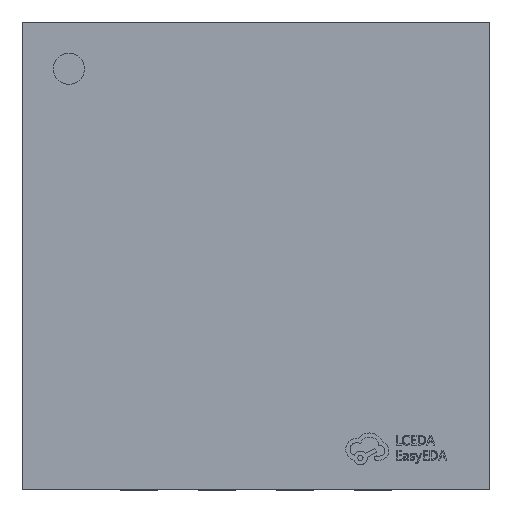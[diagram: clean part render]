
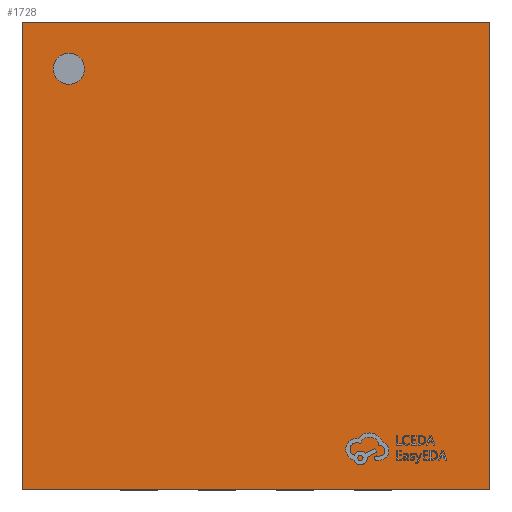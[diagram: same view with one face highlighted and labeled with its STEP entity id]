
A CAD part, top view. The second image highlights one B-rep face of the part: STEP entity #1728.
In plain terms, the highlighted free-form (B-spline) face has degree [1, 1] with [2, 2] control points.
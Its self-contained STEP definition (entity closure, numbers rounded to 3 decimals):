
#24 = VERTEX_POINT('',#25);
#25 = CARTESIAN_POINT('',(-1.1,1.2,0.75));
#30 = EDGE_CURVE('',#31,#24,#33,.T.);
#31 = VERTEX_POINT('',#32);
#32 = CARTESIAN_POINT('',(-1.3,1.2,0.75));
#33 = ( BOUNDED_CURVE() B_SPLINE_CURVE(2,(#34,#35,#36,#37,#38),
.UNSPECIFIED.,.F.,.F.) B_SPLINE_CURVE_WITH_KNOTS((3,2,3),(3.142,
4.712,6.283),.PIECEWISE_BEZIER_KNOTS.) CURVE() 
GEOMETRIC_REPRESENTATION_ITEM() RATIONAL_B_SPLINE_CURVE((1.,
0.707,1.,0.707,1.)) REPRESENTATION_ITEM('') );
#34 = CARTESIAN_POINT('',(-1.3,1.2,0.75));
#35 = CARTESIAN_POINT('',(-1.3,1.1,0.75));
#36 = CARTESIAN_POINT('',(-1.2,1.1,0.75));
#37 = CARTESIAN_POINT('',(-1.1,1.1,0.75));
#38 = CARTESIAN_POINT('',(-1.1,1.2,0.75));
#1400 = VERTEX_POINT('',#1401);
#1401 = CARTESIAN_POINT('',(1.5,1.5,0.75));
#1406 = EDGE_CURVE('',#1407,#1400,#1409,.T.);
#1407 = VERTEX_POINT('',#1408);
#1408 = CARTESIAN_POINT('',(1.5,-1.5,0.75));
#1409 = B_SPLINE_CURVE_WITH_KNOTS('',1,(#1410,#1411),.UNSPECIFIED.,.F.,
  .F.,(2,2),(0.,3.),.PIECEWISE_BEZIER_KNOTS.);
#1410 = CARTESIAN_POINT('',(1.5,-1.5,0.75));
#1411 = CARTESIAN_POINT('',(1.5,1.5,0.75));
#1508 = VERTEX_POINT('',#1509);
#1509 = CARTESIAN_POINT('',(-1.5,1.5,0.75));
#1514 = EDGE_CURVE('',#1400,#1508,#1515,.T.);
#1515 = B_SPLINE_CURVE_WITH_KNOTS('',1,(#1516,#1517),.UNSPECIFIED.,.F.,
  .F.,(2,2),(-3.,-0.),.PIECEWISE_BEZIER_KNOTS.);
#1516 = CARTESIAN_POINT('',(1.5,1.5,0.75));
#1517 = CARTESIAN_POINT('',(-1.5,1.5,0.75));
#1610 = VERTEX_POINT('',#1611);
#1611 = CARTESIAN_POINT('',(-1.5,-1.5,0.75));
#1616 = EDGE_CURVE('',#1508,#1610,#1617,.T.);
#1617 = B_SPLINE_CURVE_WITH_KNOTS('',1,(#1618,#1619),.UNSPECIFIED.,.F.,
  .F.,(2,2),(-3.,-0.),.PIECEWISE_BEZIER_KNOTS.);
#1618 = CARTESIAN_POINT('',(-1.5,1.5,0.75));
#1619 = CARTESIAN_POINT('',(-1.5,-1.5,0.75));
#1712 = EDGE_CURVE('',#1610,#1407,#1713,.T.);
#1713 = B_SPLINE_CURVE_WITH_KNOTS('',1,(#1714,#1715),.UNSPECIFIED.,.F.,
  .F.,(2,2),(0.,3.),.PIECEWISE_BEZIER_KNOTS.);
#1714 = CARTESIAN_POINT('',(-1.5,-1.5,0.75));
#1715 = CARTESIAN_POINT('',(1.5,-1.5,0.75));
#1728 = ADVANCED_FACE('',(#1729,#1740),#1746,.F.);
#1729 = FACE_BOUND('',#1730,.T.);
#1730 = EDGE_LOOP('',(#1731,#1739));
#1731 = ORIENTED_EDGE('',*,*,#1732,.F.);
#1732 = EDGE_CURVE('',#24,#31,#1733,.T.);
#1733 = ( BOUNDED_CURVE() B_SPLINE_CURVE(2,(#1734,#1735,#1736,#1737,
#1738),.UNSPECIFIED.,.F.,.F.) B_SPLINE_CURVE_WITH_KNOTS((3,2,3),(0.,
1.571,3.142),.PIECEWISE_BEZIER_KNOTS.) CURVE() 
GEOMETRIC_REPRESENTATION_ITEM() RATIONAL_B_SPLINE_CURVE((1.,
0.707,1.,0.707,1.)) REPRESENTATION_ITEM('') );
#1734 = CARTESIAN_POINT('',(-1.1,1.2,0.75));
#1735 = CARTESIAN_POINT('',(-1.1,1.3,0.75));
#1736 = CARTESIAN_POINT('',(-1.2,1.3,0.75));
#1737 = CARTESIAN_POINT('',(-1.3,1.3,0.75));
#1738 = CARTESIAN_POINT('',(-1.3,1.2,0.75));
#1739 = ORIENTED_EDGE('',*,*,#30,.F.);
#1740 = FACE_BOUND('',#1741,.T.);
#1741 = EDGE_LOOP('',(#1742,#1743,#1744,#1745));
#1742 = ORIENTED_EDGE('',*,*,#1406,.T.);
#1743 = ORIENTED_EDGE('',*,*,#1514,.T.);
#1744 = ORIENTED_EDGE('',*,*,#1616,.T.);
#1745 = ORIENTED_EDGE('',*,*,#1712,.T.);
#1746 = B_SPLINE_SURFACE_WITH_KNOTS('',1,1,(
    (#1747,#1748)
    ,(#1749,#1750
    )),.UNSPECIFIED.,.F.,.F.,.F.,(2,2),(2,2),(-1.5,1.5),(-1.5,1.5),
  .PIECEWISE_BEZIER_KNOTS.);
#1747 = CARTESIAN_POINT('',(1.5,-1.5,0.75));
#1748 = CARTESIAN_POINT('',(1.5,1.5,0.75));
#1749 = CARTESIAN_POINT('',(-1.5,-1.5,0.75));
#1750 = CARTESIAN_POINT('',(-1.5,1.5,0.75));
